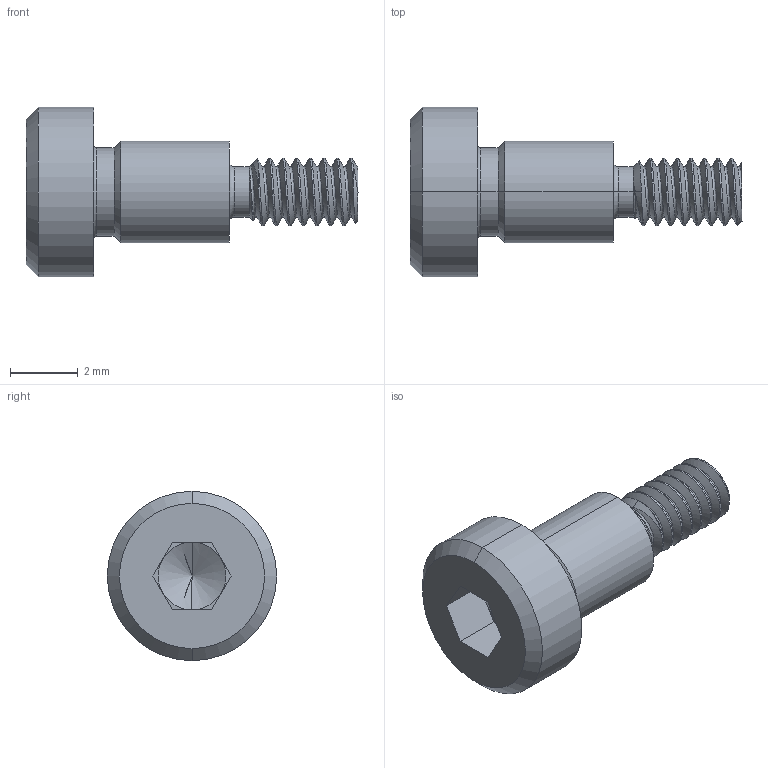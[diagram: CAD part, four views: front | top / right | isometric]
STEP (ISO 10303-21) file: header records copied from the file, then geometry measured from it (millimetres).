
FILE_DESCRIPTION (( 'STEP AP214' ), '1' );
FILE_NAME ('B00GZXNUNU.3D.STP', '2013-12-16T18:13:46', ( '' ), ( '' ), 'SwSTEP 2.0', 'SolidWorks 2012', '' );
FILE_SCHEMA (( 'AUTOMOTIVE_DESIGN' ));
Length unit declared in the file: inch
Products named in the file (1): B00GZXNUNU.3D
Bounding box: 9.8 x 5 x 5 mm (x, y, z)
Volume: 68.6 mm3; surface area: 149 mm2
Topology: 1 solids, 1 shells, 56 faces, 136 edges, 83 vertices
Faces by surface type: cylinder 23, plane 16, cone 10, torus 4, bspline 3
Entity records: 3126 total; most frequent: CARTESIAN_POINT 1891, ORIENTED_EDGE 268, DIRECTION 233, EDGE_CURVE 134, AXIS2_PLACEMENT_3D 89, VERTEX_POINT 83, EDGE_LOOP 59, ADVANCED_FACE 56
